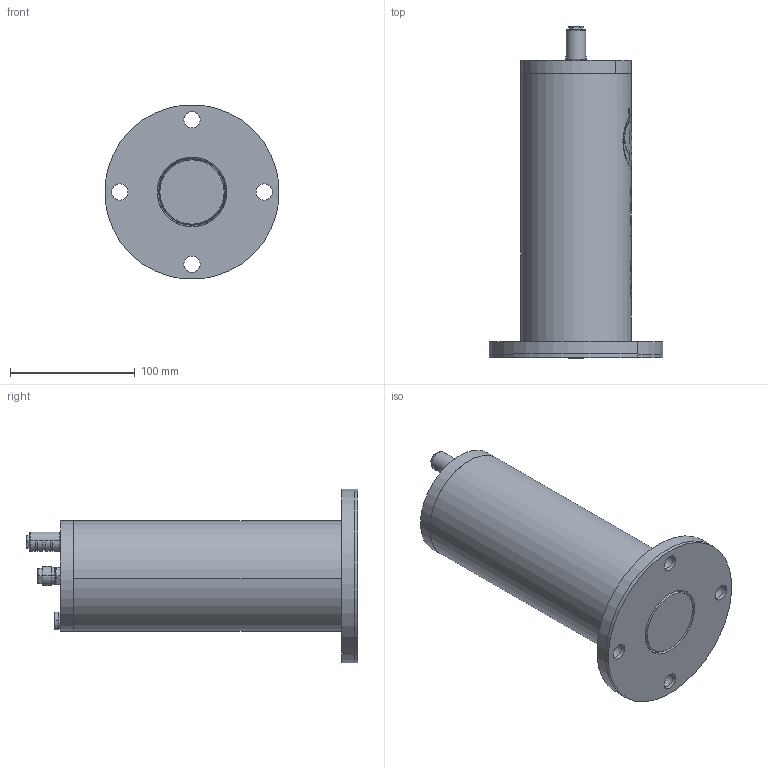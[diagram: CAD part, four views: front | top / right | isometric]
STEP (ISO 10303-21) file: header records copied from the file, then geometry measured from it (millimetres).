
FILE_DESCRIPTION (( 'STEP AP203' ), '1' );
FILE_NAME ('PKL 1000.STEP', '2020-12-04T14:28:55', ( '' ), ( '' ), 'SwSTEP 2.0', 'SolidWorks 2015', '' );
FILE_SCHEMA (( 'CONFIG_CONTROL_DESIGN' ));
Products named in the file (1): PKL 1000
Bounding box: 139.47 x 266 x 139.47 mm (x, y, z)
Volume: 1746376 mm3; surface area: 179499.8 mm2
Topology: 11 solids, 11 shells, 530 faces, 1310 edges, 826 vertices
Faces by surface type: cylinder 157, bspline 152, plane 133, cone 59, torus 21, sphere 8
Entity records: 36815 total; most frequent: CARTESIAN_POINT 25428, ORIENTED_EDGE 2588, DIRECTION 1899, EDGE_CURVE 1294, VERTEX_POINT 826, AXIS2_PLACEMENT_3D 766, EDGE_LOOP 596, B_SPLINE_CURVE_WITH_KNOTS 540
